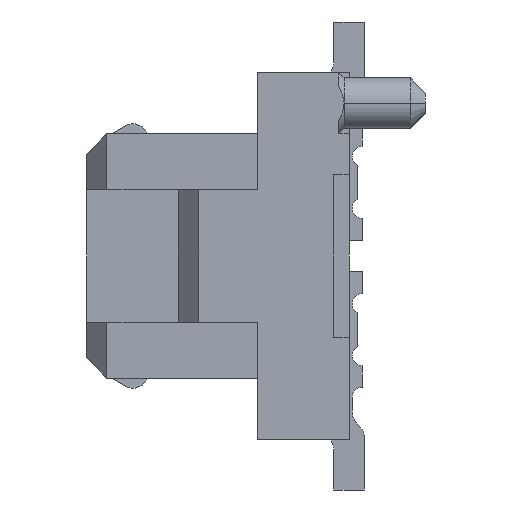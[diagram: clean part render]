
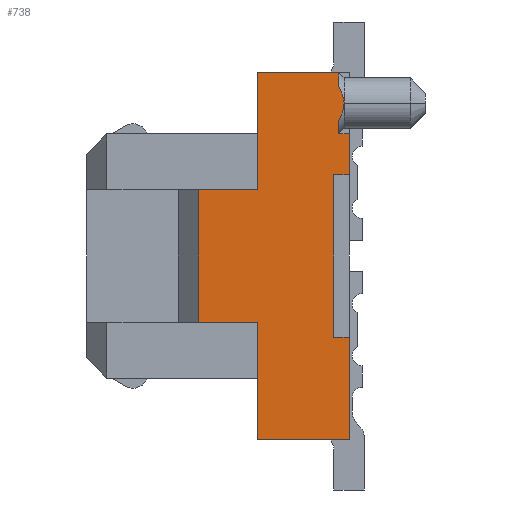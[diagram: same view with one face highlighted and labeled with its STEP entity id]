
A CAD part, left-side view. The second image highlights one B-rep face of the part: STEP entity #738.
In plain terms, the highlighted planar face has unit normal (-1, 0, 0).
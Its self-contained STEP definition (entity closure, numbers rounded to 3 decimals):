
#173=CARTESIAN_POINT('',(-6.05,0.05,1.5));
#174=VERTEX_POINT('',#173);
#425=CARTESIAN_POINT('',(-6.05,0.1,1.666));
#426=VERTEX_POINT('',#425);
#439=CARTESIAN_POINT('',(-6.05,0.1,1.666));
#440=CARTESIAN_POINT('',(-6.05,0.089,1.647));
#441=CARTESIAN_POINT('',(-6.05,0.072,1.611));
#442=CARTESIAN_POINT('',(-6.05,0.054,1.555));
#443=CARTESIAN_POINT('',(-6.05,0.05,1.518));
#444=CARTESIAN_POINT('',(-6.05,0.05,1.5));
#445=B_SPLINE_CURVE_WITH_KNOTS('',3,(#439,#440,#441,#442,#443,#444),.UNSPECIFIED.,.F.,.U.,(4,1,1,4),(0.,0.367,0.694,1.),.UNSPECIFIED.);
#446=EDGE_CURVE('',#426,#174,#445,.T.);
#457=CARTESIAN_POINT('',(-6.05,0.1,1.334));
#458=VERTEX_POINT('',#457);
#459=CARTESIAN_POINT('',(-6.05,0.05,1.5));
#460=CARTESIAN_POINT('',(-6.05,0.05,1.487));
#461=CARTESIAN_POINT('',(-6.05,0.052,1.46));
#462=CARTESIAN_POINT('',(-6.05,0.062,1.419));
#463=CARTESIAN_POINT('',(-6.05,0.078,1.377));
#464=CARTESIAN_POINT('',(-6.05,0.092,1.349));
#465=CARTESIAN_POINT('',(-6.05,0.1,1.334));
#466=B_SPLINE_CURVE_WITH_KNOTS('',3,(#459,#460,#461,#462,#463,#464,#465),.UNSPECIFIED.,.F.,.U.,(4,1,1,1,4),(0.,0.224,0.461,0.717,0.999),.UNSPECIFIED.);
#467=EDGE_CURVE('',#174,#458,#466,.T.);
#552=CARTESIAN_POINT('',(-6.05,0.1,1.8));
#553=VERTEX_POINT('',#552);
#554=CARTESIAN_POINT('',(-6.05,0.1,1.8));
#555=CARTESIAN_POINT('',(-6.05,0.1,1.773));
#556=CARTESIAN_POINT('',(-6.05,0.1,1.746));
#557=CARTESIAN_POINT('',(-6.05,0.1,1.72));
#558=CARTESIAN_POINT('',(-6.05,0.1,1.693));
#559=CARTESIAN_POINT('',(-6.05,0.1,1.666));
#560=B_SPLINE_CURVE_WITH_KNOTS('',5,(#554,#555,#556,#557,#558,#559),.UNSPECIFIED.,.F.,.U.,(6,6),(0.,0.134),.UNSPECIFIED.);
#561=EDGE_CURVE('',#553,#426,#560,.T.);
#576=CARTESIAN_POINT('',(-6.05,0.74,0.));
#577=DIRECTION('',(0.,0.,1.));
#578=DIRECTION('',(-1.,0.,0.));
#579=AXIS2_PLACEMENT_3D('',#576,#578,#577);
#580=PLANE('',#579);
#581=CARTESIAN_POINT('',(-6.05,0.15,0.8));
#582=VERTEX_POINT('',#581);
#583=CARTESIAN_POINT('',(-6.05,0.,0.8));
#584=VERTEX_POINT('',#583);
#585=CARTESIAN_POINT('',(-6.05,0.15,0.8));
#586=CARTESIAN_POINT('',(-6.05,0.12,0.8));
#587=CARTESIAN_POINT('',(-6.05,0.09,0.8));
#588=CARTESIAN_POINT('',(-6.05,0.06,0.8));
#589=CARTESIAN_POINT('',(-6.05,0.03,0.8));
#590=CARTESIAN_POINT('',(-6.05,0.,0.8));
#591=B_SPLINE_CURVE_WITH_KNOTS('',5,(#585,#586,#587,#588,#589,#590),.UNSPECIFIED.,.F.,.U.,(6,6),(0.,0.15),.UNSPECIFIED.);
#592=EDGE_CURVE('',#582,#584,#591,.T.);
#593=ORIENTED_EDGE('',*,*,#592,.T.);
#594=CARTESIAN_POINT('',(-6.05,0.,1.2));
#595=VERTEX_POINT('',#594);
#596=CARTESIAN_POINT('',(-6.05,0.,0.8));
#597=CARTESIAN_POINT('',(-6.05,0.,0.88));
#598=CARTESIAN_POINT('',(-6.05,0.,0.96));
#599=CARTESIAN_POINT('',(-6.05,0.,1.04));
#600=CARTESIAN_POINT('',(-6.05,0.,1.12));
#601=CARTESIAN_POINT('',(-6.05,0.,1.2));
#602=B_SPLINE_CURVE_WITH_KNOTS('',5,(#596,#597,#598,#599,#600,#601),.UNSPECIFIED.,.F.,.U.,(6,6),(0.,0.4),.UNSPECIFIED.);
#603=EDGE_CURVE('',#584,#595,#602,.T.);
#604=ORIENTED_EDGE('',*,*,#603,.T.);
#605=CARTESIAN_POINT('',(-6.05,0.1,1.2));
#606=VERTEX_POINT('',#605);
#607=CARTESIAN_POINT('',(-6.05,0.,1.2));
#608=CARTESIAN_POINT('',(-6.05,0.02,1.2));
#609=CARTESIAN_POINT('',(-6.05,0.04,1.2));
#610=CARTESIAN_POINT('',(-6.05,0.06,1.2));
#611=CARTESIAN_POINT('',(-6.05,0.08,1.2));
#612=CARTESIAN_POINT('',(-6.05,0.1,1.2));
#613=B_SPLINE_CURVE_WITH_KNOTS('',5,(#607,#608,#609,#610,#611,#612),.UNSPECIFIED.,.F.,.U.,(6,6),(0.,0.1),.UNSPECIFIED.);
#614=EDGE_CURVE('',#595,#606,#613,.T.);
#615=ORIENTED_EDGE('',*,*,#614,.T.);
#616=CARTESIAN_POINT('',(-6.05,0.1,1.2));
#617=CARTESIAN_POINT('',(-6.05,0.1,1.227));
#618=CARTESIAN_POINT('',(-6.05,0.1,1.254));
#619=CARTESIAN_POINT('',(-6.05,0.1,1.28));
#620=CARTESIAN_POINT('',(-6.05,0.1,1.307));
#621=CARTESIAN_POINT('',(-6.05,0.1,1.334));
#622=B_SPLINE_CURVE_WITH_KNOTS('',5,(#616,#617,#618,#619,#620,#621),.UNSPECIFIED.,.F.,.U.,(6,6),(0.,0.134),.UNSPECIFIED.);
#623=EDGE_CURVE('',#606,#458,#622,.T.);
#624=ORIENTED_EDGE('',*,*,#623,.T.);
#625=ORIENTED_EDGE('',*,*,#467,.F.);
#626=ORIENTED_EDGE('',*,*,#446,.F.);
#627=ORIENTED_EDGE('',*,*,#561,.F.);
#628=CARTESIAN_POINT('',(-6.05,0.9,1.8));
#629=VERTEX_POINT('',#628);
#630=CARTESIAN_POINT('',(-6.05,0.1,1.8));
#631=CARTESIAN_POINT('',(-6.05,0.26,1.8));
#632=CARTESIAN_POINT('',(-6.05,0.42,1.8));
#633=CARTESIAN_POINT('',(-6.05,0.58,1.8));
#634=CARTESIAN_POINT('',(-6.05,0.74,1.8));
#635=CARTESIAN_POINT('',(-6.05,0.9,1.8));
#636=B_SPLINE_CURVE_WITH_KNOTS('',5,(#630,#631,#632,#633,#634,#635),.UNSPECIFIED.,.F.,.U.,(6,6),(0.,0.8),.UNSPECIFIED.);
#637=EDGE_CURVE('',#553,#629,#636,.T.);
#638=ORIENTED_EDGE('',*,*,#637,.T.);
#639=CARTESIAN_POINT('',(-6.05,0.9,0.65));
#640=VERTEX_POINT('',#639);
#641=CARTESIAN_POINT('',(-6.05,0.9,1.8));
#642=CARTESIAN_POINT('',(-6.05,0.9,1.57));
#643=CARTESIAN_POINT('',(-6.05,0.9,1.34));
#644=CARTESIAN_POINT('',(-6.05,0.9,1.11));
#645=CARTESIAN_POINT('',(-6.05,0.9,0.88));
#646=CARTESIAN_POINT('',(-6.05,0.9,0.65));
#647=B_SPLINE_CURVE_WITH_KNOTS('',5,(#641,#642,#643,#644,#645,#646),.UNSPECIFIED.,.F.,.U.,(6,6),(0.,1.15),.UNSPECIFIED.);
#648=EDGE_CURVE('',#629,#640,#647,.T.);
#649=ORIENTED_EDGE('',*,*,#648,.T.);
#650=CARTESIAN_POINT('',(-6.05,1.48,0.65));
#651=VERTEX_POINT('',#650);
#652=CARTESIAN_POINT('',(-6.05,0.9,0.65));
#653=CARTESIAN_POINT('',(-6.05,1.016,0.65));
#654=CARTESIAN_POINT('',(-6.05,1.132,0.65));
#655=CARTESIAN_POINT('',(-6.05,1.248,0.65));
#656=CARTESIAN_POINT('',(-6.05,1.364,0.65));
#657=CARTESIAN_POINT('',(-6.05,1.48,0.65));
#658=B_SPLINE_CURVE_WITH_KNOTS('',5,(#652,#653,#654,#655,#656,#657),.UNSPECIFIED.,.F.,.U.,(6,6),(0.,0.58),.UNSPECIFIED.);
#659=EDGE_CURVE('',#640,#651,#658,.T.);
#660=ORIENTED_EDGE('',*,*,#659,.T.);
#661=CARTESIAN_POINT('',(-6.05,1.48,-0.65));
#662=VERTEX_POINT('',#661);
#663=CARTESIAN_POINT('',(-6.05,1.48,0.65));
#664=CARTESIAN_POINT('',(-6.05,1.48,0.39));
#665=CARTESIAN_POINT('',(-6.05,1.48,0.13));
#666=CARTESIAN_POINT('',(-6.05,1.48,-0.13));
#667=CARTESIAN_POINT('',(-6.05,1.48,-0.39));
#668=CARTESIAN_POINT('',(-6.05,1.48,-0.65));
#669=B_SPLINE_CURVE_WITH_KNOTS('',5,(#663,#664,#665,#666,#667,#668),.UNSPECIFIED.,.F.,.U.,(6,6),(0.,1.3),.UNSPECIFIED.);
#670=EDGE_CURVE('',#651,#662,#669,.T.);
#671=ORIENTED_EDGE('',*,*,#670,.T.);
#672=CARTESIAN_POINT('',(-6.05,0.9,-0.65));
#673=VERTEX_POINT('',#672);
#674=CARTESIAN_POINT('',(-6.05,1.48,-0.65));
#675=CARTESIAN_POINT('',(-6.05,1.364,-0.65));
#676=CARTESIAN_POINT('',(-6.05,1.248,-0.65));
#677=CARTESIAN_POINT('',(-6.05,1.132,-0.65));
#678=CARTESIAN_POINT('',(-6.05,1.016,-0.65));
#679=CARTESIAN_POINT('',(-6.05,0.9,-0.65));
#680=B_SPLINE_CURVE_WITH_KNOTS('',5,(#674,#675,#676,#677,#678,#679),.UNSPECIFIED.,.F.,.U.,(6,6),(0.,0.58),.UNSPECIFIED.);
#681=EDGE_CURVE('',#662,#673,#680,.T.);
#682=ORIENTED_EDGE('',*,*,#681,.T.);
#683=CARTESIAN_POINT('',(-6.05,0.9,-1.8));
#684=VERTEX_POINT('',#683);
#685=CARTESIAN_POINT('',(-6.05,0.9,-0.65));
#686=CARTESIAN_POINT('',(-6.05,0.9,-0.88));
#687=CARTESIAN_POINT('',(-6.05,0.9,-1.11));
#688=CARTESIAN_POINT('',(-6.05,0.9,-1.34));
#689=CARTESIAN_POINT('',(-6.05,0.9,-1.57));
#690=CARTESIAN_POINT('',(-6.05,0.9,-1.8));
#691=B_SPLINE_CURVE_WITH_KNOTS('',5,(#685,#686,#687,#688,#689,#690),.UNSPECIFIED.,.F.,.U.,(6,6),(0.,1.15),.UNSPECIFIED.);
#692=EDGE_CURVE('',#673,#684,#691,.T.);
#693=ORIENTED_EDGE('',*,*,#692,.T.);
#694=CARTESIAN_POINT('',(-6.05,0.,-1.8));
#695=VERTEX_POINT('',#694);
#696=CARTESIAN_POINT('',(-6.05,0.9,-1.8));
#697=CARTESIAN_POINT('',(-6.05,0.72,-1.8));
#698=CARTESIAN_POINT('',(-6.05,0.54,-1.8));
#699=CARTESIAN_POINT('',(-6.05,0.36,-1.8));
#700=CARTESIAN_POINT('',(-6.05,0.18,-1.8));
#701=CARTESIAN_POINT('',(-6.05,0.,-1.8));
#702=B_SPLINE_CURVE_WITH_KNOTS('',5,(#696,#697,#698,#699,#700,#701),.UNSPECIFIED.,.F.,.U.,(6,6),(0.,0.9),.UNSPECIFIED.);
#703=EDGE_CURVE('',#684,#695,#702,.T.);
#704=ORIENTED_EDGE('',*,*,#703,.T.);
#705=CARTESIAN_POINT('',(-6.05,0.,-0.8));
#706=VERTEX_POINT('',#705);
#707=CARTESIAN_POINT('',(-6.05,0.,-1.8));
#708=CARTESIAN_POINT('',(-6.05,0.,-1.6));
#709=CARTESIAN_POINT('',(-6.05,0.,-1.4));
#710=CARTESIAN_POINT('',(-6.05,0.,-1.2));
#711=CARTESIAN_POINT('',(-6.05,0.,-1.));
#712=CARTESIAN_POINT('',(-6.05,0.,-0.8));
#713=B_SPLINE_CURVE_WITH_KNOTS('',5,(#707,#708,#709,#710,#711,#712),.UNSPECIFIED.,.F.,.U.,(6,6),(0.,1.),.UNSPECIFIED.);
#714=EDGE_CURVE('',#695,#706,#713,.T.);
#715=ORIENTED_EDGE('',*,*,#714,.T.);
#716=CARTESIAN_POINT('',(-6.05,0.15,-0.8));
#717=VERTEX_POINT('',#716);
#718=CARTESIAN_POINT('',(-6.05,0.,-0.8));
#719=CARTESIAN_POINT('',(-6.05,0.03,-0.8));
#720=CARTESIAN_POINT('',(-6.05,0.06,-0.8));
#721=CARTESIAN_POINT('',(-6.05,0.09,-0.8));
#722=CARTESIAN_POINT('',(-6.05,0.12,-0.8));
#723=CARTESIAN_POINT('',(-6.05,0.15,-0.8));
#724=B_SPLINE_CURVE_WITH_KNOTS('',5,(#718,#719,#720,#721,#722,#723),.UNSPECIFIED.,.F.,.U.,(6,6),(0.,0.15),.UNSPECIFIED.);
#725=EDGE_CURVE('',#706,#717,#724,.T.);
#726=ORIENTED_EDGE('',*,*,#725,.T.);
#727=CARTESIAN_POINT('',(-6.05,0.15,-0.8));
#728=CARTESIAN_POINT('',(-6.05,0.15,-0.48));
#729=CARTESIAN_POINT('',(-6.05,0.15,-0.16));
#730=CARTESIAN_POINT('',(-6.05,0.15,0.16));
#731=CARTESIAN_POINT('',(-6.05,0.15,0.48));
#732=CARTESIAN_POINT('',(-6.05,0.15,0.8));
#733=B_SPLINE_CURVE_WITH_KNOTS('',5,(#727,#728,#729,#730,#731,#732),.UNSPECIFIED.,.F.,.U.,(6,6),(0.,1.6),.UNSPECIFIED.);
#734=EDGE_CURVE('',#717,#582,#733,.T.);
#735=ORIENTED_EDGE('',*,*,#734,.T.);
#736=EDGE_LOOP('',(#593,#604,#615,#624,#625,#626,#627,#638,#649,#660,#671,#682,#693,#704,#715,#726,#735));
#737=FACE_OUTER_BOUND('',#736,.T.);
#738=ADVANCED_FACE('',(#737),#580,.T.);
